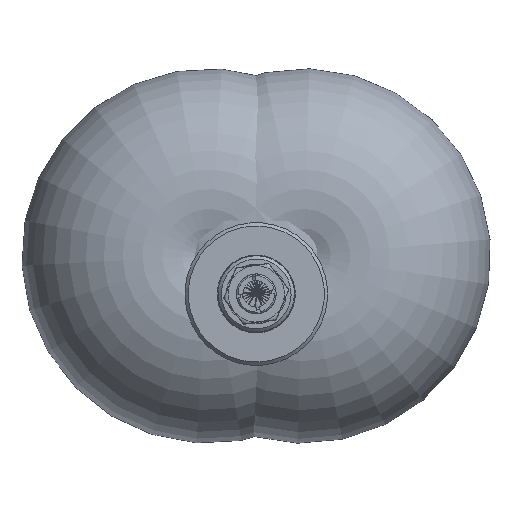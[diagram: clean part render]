
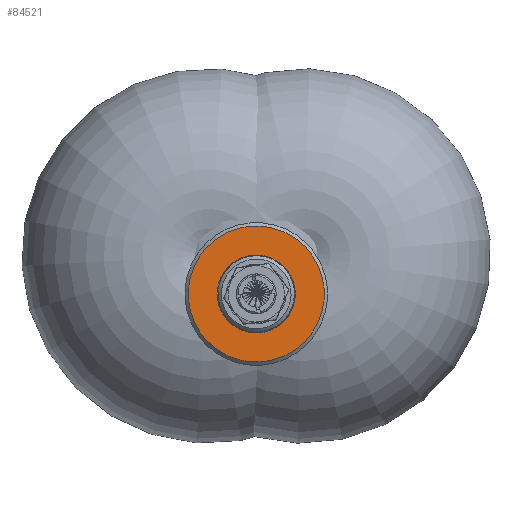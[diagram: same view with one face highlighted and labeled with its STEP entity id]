
A CAD part, top view. The second image highlights one B-rep face of the part: STEP entity #84521.
In plain terms, the highlighted planar face has unit normal (0, 0, 1).
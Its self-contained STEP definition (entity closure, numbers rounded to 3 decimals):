
#8959=PLANE('',#89851);
#11006=CIRCLE('',#89852,11.75);
#11007=CIRCLE('',#89853,11.75);
#11008=CIRCLE('',#89854,20.5);
#16217=VERTEX_POINT('',#502202);
#16218=VERTEX_POINT('',#502203);
#16219=VERTEX_POINT('',#502206);
#39103=EDGE_CURVE('',#16217,#16218,#11006,.F.);
#39104=EDGE_CURVE('',#16218,#16217,#11007,.F.);
#39105=EDGE_CURVE('',#16219,#16219,#11008,.F.);
#59205=ORIENTED_EDGE('',*,*,#39103,.T.);
#59206=ORIENTED_EDGE('',*,*,#39104,.T.);
#59207=ORIENTED_EDGE('',*,*,#39105,.T.);
#74326=EDGE_LOOP('',(#59205,#59206));
#74327=EDGE_LOOP('',(#59207));
#79459=FACE_BOUND('',#74326,.T.);
#79460=FACE_BOUND('',#74327,.T.);
#84521=ADVANCED_FACE('',(#79459,#79460),#8959,.T.);
#89851=AXIS2_PLACEMENT_3D('',#502200,#99996,$);
#89852=AXIS2_PLACEMENT_3D('',#502201,#99997,#99998);
#89853=AXIS2_PLACEMENT_3D('',#502204,#99999,#100000);
#89854=AXIS2_PLACEMENT_3D('',#502205,#100001,#100002);
#99996=DIRECTION('',(0.,0.,1.));
#99997=DIRECTION('',(0.,0.,1.));
#99998=DIRECTION('',(6.74,-9.625,0.));
#99999=DIRECTION('',(0.,0.,1.));
#100000=DIRECTION('',(6.74,-9.625,0.));
#100001=DIRECTION('',(0.,0.,-1.));
#100002=DIRECTION('',(11.758,-16.793,0.));
#502200=CARTESIAN_POINT('',(0.,0.,136.25));
#502201=CARTESIAN_POINT('',(0.,0.,
136.25));
#502202=CARTESIAN_POINT('',(-6.74,9.625,136.25));
#502203=CARTESIAN_POINT('',(6.74,-9.625,136.25));
#502204=CARTESIAN_POINT('',(0.,0.,
136.25));
#502205=CARTESIAN_POINT('',(0.,0.,136.25));
#502206=CARTESIAN_POINT('',(11.758,-16.793,136.25));
